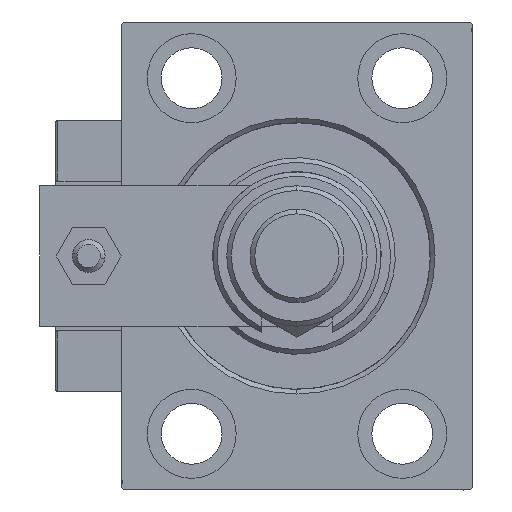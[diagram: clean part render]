
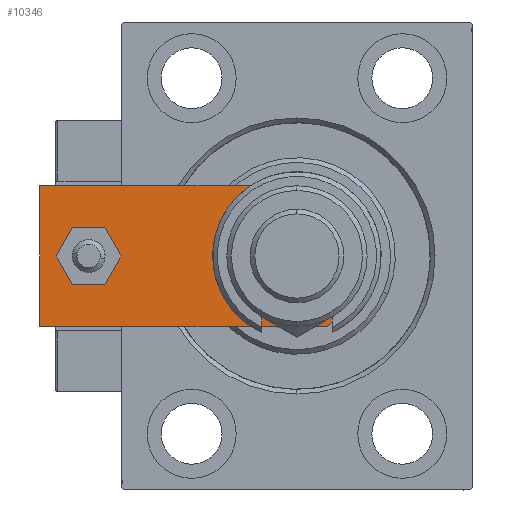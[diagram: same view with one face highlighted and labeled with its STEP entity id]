
A CAD part, left-side view. The second image highlights one B-rep face of the part: STEP entity #10346.
In plain terms, the highlighted face is planar.
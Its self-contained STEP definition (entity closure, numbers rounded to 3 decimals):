
#2298 = ORIENTED_EDGE ( 'NONE', *, *, #6482, .F. ) ;
#2515 = VECTOR ( 'NONE', #12888, 1000. ) ;
#2819 = FACE_OUTER_BOUND ( 'NONE', #19179, .T. ) ;
#3777 = LINE ( 'NONE', #25478, #29790 ) ;
#3976 = CIRCLE ( 'NONE', #34314, 10. ) ;
#4267 = EDGE_CURVE ( 'NONE', #52943, #10785, #45180, .T. ) ;
#4829 = VERTEX_POINT ( 'NONE', #19278 ) ;
#6482 = EDGE_CURVE ( 'NONE', #6854, #47139, #3976, .T. ) ;
#6577 = ORIENTED_EDGE ( 'NONE', *, *, #18497, .T. ) ;
#6622 = CARTESIAN_POINT ( 'NONE',  ( 0., 0., 8. ) ) ;
#6854 = VERTEX_POINT ( 'NONE', #9828 ) ;
#6942 = CARTESIAN_POINT ( 'NONE',  ( 0., 59.5, 8. ) ) ;
#8523 = EDGE_LOOP ( 'NONE', ( #2298, #22033 ) ) ;
#8532 = CARTESIAN_POINT ( 'NONE',  ( -15., 70., 8. ) ) ;
#9588 = DIRECTION ( 'NONE',  ( 1., 0., 0. ) ) ;
#9752 = CARTESIAN_POINT ( 'NONE',  ( 6.5, 0., 8. ) ) ;
#9828 = CARTESIAN_POINT ( 'NONE',  ( -10., 15., 8. ) ) ;
#9849 = ORIENTED_EDGE ( 'NONE', *, *, #12123, .F. ) ;
#10346 = ADVANCED_FACE ( 'NONE', ( #28039, #2819, #44340 ), #26982, .T. ) ;
#10785 = VERTEX_POINT ( 'NONE', #45516 ) ;
#10988 = CIRCLE ( 'NONE', #36138, 4. ) ;
#12123 = EDGE_CURVE ( 'NONE', #4829, #33745, #34553, .T. ) ;
#12537 = CARTESIAN_POINT ( 'NONE',  ( 0., 15., 8. ) ) ;
#12888 = DIRECTION ( 'NONE',  ( -1., 0., 0. ) ) ;
#13043 = LINE ( 'NONE', #38027, #27382 ) ;
#14800 = DIRECTION ( 'NONE',  ( 0., 0., 1. ) ) ;
#15319 = ORIENTED_EDGE ( 'NONE', *, *, #46317, .F. ) ;
#15370 = CARTESIAN_POINT ( 'NONE',  ( 3.25, -3.25, 8. ) ) ;
#16605 = DIRECTION ( 'NONE',  ( 0., 0., 1. ) ) ;
#18497 = EDGE_CURVE ( 'NONE', #22595, #52943, #3777, .T. ) ;
#19179 = EDGE_LOOP ( 'NONE', ( #6577, #52757, #34866, #31810, #53260, #44037 ) ) ;
#19278 = CARTESIAN_POINT ( 'NONE',  ( 4., 59.5, 8. ) ) ;
#20315 = DIRECTION ( 'NONE',  ( 0., -1., 0. ) ) ;
#21287 = EDGE_LOOP ( 'NONE', ( #15319, #9849 ) ) ;
#22033 = ORIENTED_EDGE ( 'NONE', *, *, #37127, .F. ) ;
#22595 = VERTEX_POINT ( 'NONE', #8532 ) ;
#25232 = CARTESIAN_POINT ( 'NONE',  ( -15., 0., 8. ) ) ;
#25478 = CARTESIAN_POINT ( 'NONE',  ( -15., 70., 8. ) ) ;
#25635 = CARTESIAN_POINT ( 'NONE',  ( 15., 70., 8. ) ) ;
#25763 = LINE ( 'NONE', #25232, #26715 ) ;
#26580 = EDGE_CURVE ( 'NONE', #38368, #48315, #13043, .T. ) ;
#26715 = VECTOR ( 'NONE', #46383, 1000. ) ;
#26982 = PLANE ( 'NONE',  #41418 ) ;
#27382 = VECTOR ( 'NONE', #29059, 1000. ) ;
#27573 = CARTESIAN_POINT ( 'NONE',  ( -3.25, -3.25, 8. ) ) ;
#28039 = FACE_BOUND ( 'NONE', #21287, .T. ) ;
#29059 = DIRECTION ( 'NONE',  ( 0., 1., 0. ) ) ;
#29790 = VECTOR ( 'NONE', #20315, 1000. ) ;
#30319 = EDGE_CURVE ( 'NONE', #53021, #38368, #52540, .T. ) ;
#31810 = ORIENTED_EDGE ( 'NONE', *, *, #30319, .T. ) ;
#31935 = DIRECTION ( 'NONE',  ( 0.707, 0.707, 0. ) ) ;
#32034 = CIRCLE ( 'NONE', #48496, 10. ) ;
#32694 = DIRECTION ( 'NONE',  ( 0.707, -0.707, 0. ) ) ;
#33373 = CARTESIAN_POINT ( 'NONE',  ( -15., 8.5, 8. ) ) ;
#33441 = DIRECTION ( 'NONE',  ( 1., 0., 0. ) ) ;
#33745 = VERTEX_POINT ( 'NONE', #39005 ) ;
#34314 = AXIS2_PLACEMENT_3D ( 'NONE', #44735, #40669, #52865 ) ;
#34553 = CIRCLE ( 'NONE', #41492, 4. ) ;
#34866 = ORIENTED_EDGE ( 'NONE', *, *, #52921, .T. ) ;
#35377 = VECTOR ( 'NONE', #31935, 1000. ) ;
#35999 = VECTOR ( 'NONE', #32694, 1000. ) ;
#36138 = AXIS2_PLACEMENT_3D ( 'NONE', #6942, #14800, #43844 ) ;
#36251 = CARTESIAN_POINT ( 'NONE',  ( 15., 70., 8. ) ) ;
#36744 = CARTESIAN_POINT ( 'NONE',  ( 0., 59.5, 8. ) ) ;
#37127 = EDGE_CURVE ( 'NONE', #47139, #6854, #32034, .T. ) ;
#38027 = CARTESIAN_POINT ( 'NONE',  ( 15., 0., 8. ) ) ;
#38368 = VERTEX_POINT ( 'NONE', #47190 ) ;
#39005 = CARTESIAN_POINT ( 'NONE',  ( -4., 59.5, 8. ) ) ;
#39748 = DIRECTION ( 'NONE',  ( 0., 0., 1. ) ) ;
#40669 = DIRECTION ( 'NONE',  ( 0., 0., 1. ) ) ;
#41418 = AXIS2_PLACEMENT_3D ( 'NONE', #6622, #39748, #44597 ) ;
#41492 = AXIS2_PLACEMENT_3D ( 'NONE', #36744, #53275, #9588 ) ;
#43844 = DIRECTION ( 'NONE',  ( 1., 0., 0. ) ) ;
#44037 = ORIENTED_EDGE ( 'NONE', *, *, #50434, .T. ) ;
#44340 = FACE_BOUND ( 'NONE', #8523, .T. ) ;
#44597 = DIRECTION ( 'NONE',  ( 1., 0., 0. ) ) ;
#44735 = CARTESIAN_POINT ( 'NONE',  ( 0., 15., 8. ) ) ;
#45180 = LINE ( 'NONE', #27573, #35999 ) ;
#45516 = CARTESIAN_POINT ( 'NONE',  ( -6.5, 0., 8. ) ) ;
#46317 = EDGE_CURVE ( 'NONE', #33745, #4829, #10988, .T. ) ;
#46383 = DIRECTION ( 'NONE',  ( 1., 0., 0. ) ) ;
#47139 = VERTEX_POINT ( 'NONE', #53307 ) ;
#47190 = CARTESIAN_POINT ( 'NONE',  ( 15., 8.5, 8. ) ) ;
#48315 = VERTEX_POINT ( 'NONE', #36251 ) ;
#48496 = AXIS2_PLACEMENT_3D ( 'NONE', #12537, #16605, #33441 ) ;
#50434 = EDGE_CURVE ( 'NONE', #48315, #22595, #53600, .T. ) ;
#52540 = LINE ( 'NONE', #15370, #35377 ) ;
#52757 = ORIENTED_EDGE ( 'NONE', *, *, #4267, .T. ) ;
#52865 = DIRECTION ( 'NONE',  ( 1., 0., 0. ) ) ;
#52921 = EDGE_CURVE ( 'NONE', #10785, #53021, #25763, .T. ) ;
#52943 = VERTEX_POINT ( 'NONE', #33373 ) ;
#53021 = VERTEX_POINT ( 'NONE', #9752 ) ;
#53260 = ORIENTED_EDGE ( 'NONE', *, *, #26580, .T. ) ;
#53275 = DIRECTION ( 'NONE',  ( 0., 0., 1. ) ) ;
#53307 = CARTESIAN_POINT ( 'NONE',  ( 10., 15., 8. ) ) ;
#53600 = LINE ( 'NONE', #25635, #2515 ) ;
